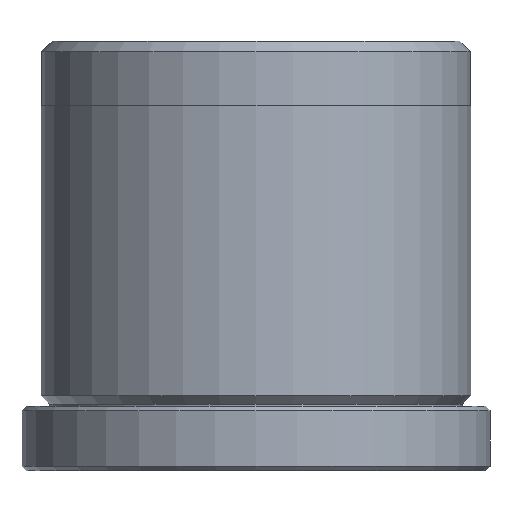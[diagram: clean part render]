
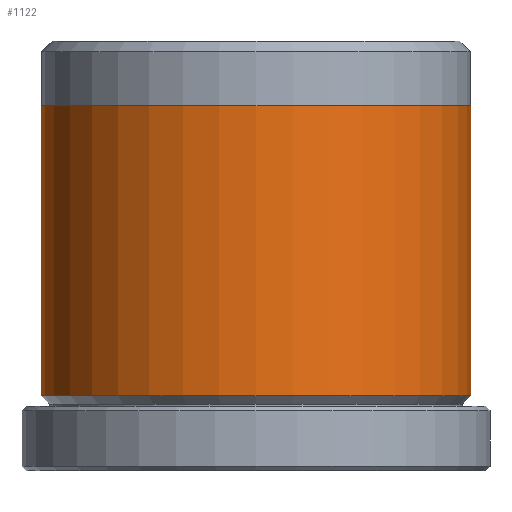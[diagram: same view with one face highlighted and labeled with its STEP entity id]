
A CAD part, front view. The second image highlights one B-rep face of the part: STEP entity #1122.
In plain terms, the highlighted cylindrical face has radius 10 mm (diameter 20 mm), a partial arc.
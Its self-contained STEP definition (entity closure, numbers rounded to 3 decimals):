
#15 = CIRCLE ( 'NONE', #1978, 10. ) ;
#89 = VERTEX_POINT ( 'NONE', #889 ) ;
#208 = DIRECTION ( 'NONE',  ( -1., 0., 0. ) ) ;
#228 = CARTESIAN_POINT ( 'NONE',  ( -10., 0., 17. ) ) ;
#278 = LINE ( 'NONE', #1876, #1539 ) ;
#298 = VECTOR ( 'NONE', #525, 1000. ) ;
#325 = CARTESIAN_POINT ( 'NONE',  ( 10., 0., 17. ) ) ;
#383 = DIRECTION ( 'NONE',  ( 0., 0., -1. ) ) ;
#388 = ORIENTED_EDGE ( 'NONE', *, *, #1983, .F. ) ;
#525 = DIRECTION ( 'NONE',  ( 0., 0., -1. ) ) ;
#678 = EDGE_LOOP ( 'NONE', ( #1382, #388, #2205, #912 ) ) ;
#684 = EDGE_CURVE ( 'NONE', #1470, #89, #278, .T. ) ;
#688 = DIRECTION ( 'NONE',  ( 0., 0., -1. ) ) ;
#784 = CARTESIAN_POINT ( 'NONE',  ( -10., 0., 3.5 ) ) ;
#889 = CARTESIAN_POINT ( 'NONE',  ( 10., 0., 3.5 ) ) ;
#896 = DIRECTION ( 'NONE',  ( 0., 0., 1. ) ) ;
#912 = ORIENTED_EDGE ( 'NONE', *, *, #1207, .F. ) ;
#943 = DIRECTION ( 'NONE',  ( 0., 0., -1. ) ) ;
#1013 = CYLINDRICAL_SURFACE ( 'NONE', #1856, 10. ) ;
#1122 = ADVANCED_FACE ( 'NONE', ( #1523 ), #1013, .T. ) ;
#1207 = EDGE_CURVE ( 'NONE', #89, #1256, #15, .T. ) ;
#1256 = VERTEX_POINT ( 'NONE', #784 ) ;
#1382 = ORIENTED_EDGE ( 'NONE', *, *, #684, .F. ) ;
#1456 = AXIS2_PLACEMENT_3D ( 'NONE', #1911, #896, #2085 ) ;
#1470 = VERTEX_POINT ( 'NONE', #325 ) ;
#1523 = FACE_OUTER_BOUND ( 'NONE', #678, .T. ) ;
#1539 = VECTOR ( 'NONE', #688, 1000. ) ;
#1557 = CARTESIAN_POINT ( 'NONE',  ( -10., 0., 20. ) ) ;
#1561 = CIRCLE ( 'NONE', #1456, 10. ) ;
#1644 = VERTEX_POINT ( 'NONE', #228 ) ;
#1677 = LINE ( 'NONE', #1557, #298 ) ;
#1856 = AXIS2_PLACEMENT_3D ( 'NONE', #1922, #383, #208 ) ;
#1876 = CARTESIAN_POINT ( 'NONE',  ( 10., 0., 20. ) ) ;
#1911 = CARTESIAN_POINT ( 'NONE',  ( 0., 0., 17. ) ) ;
#1922 = CARTESIAN_POINT ( 'NONE',  ( 0., 0., 20. ) ) ;
#1947 = EDGE_CURVE ( 'NONE', #1644, #1256, #1677, .T. ) ;
#1962 = CARTESIAN_POINT ( 'NONE',  ( 0., 0., 3.5 ) ) ;
#1978 = AXIS2_PLACEMENT_3D ( 'NONE', #1962, #943, #2131 ) ;
#1983 = EDGE_CURVE ( 'NONE', #1644, #1470, #1561, .T. ) ;
#2085 = DIRECTION ( 'NONE',  ( 1., 0., 0. ) ) ;
#2131 = DIRECTION ( 'NONE',  ( -1., 0., 0. ) ) ;
#2205 = ORIENTED_EDGE ( 'NONE', *, *, #1947, .T. ) ;
